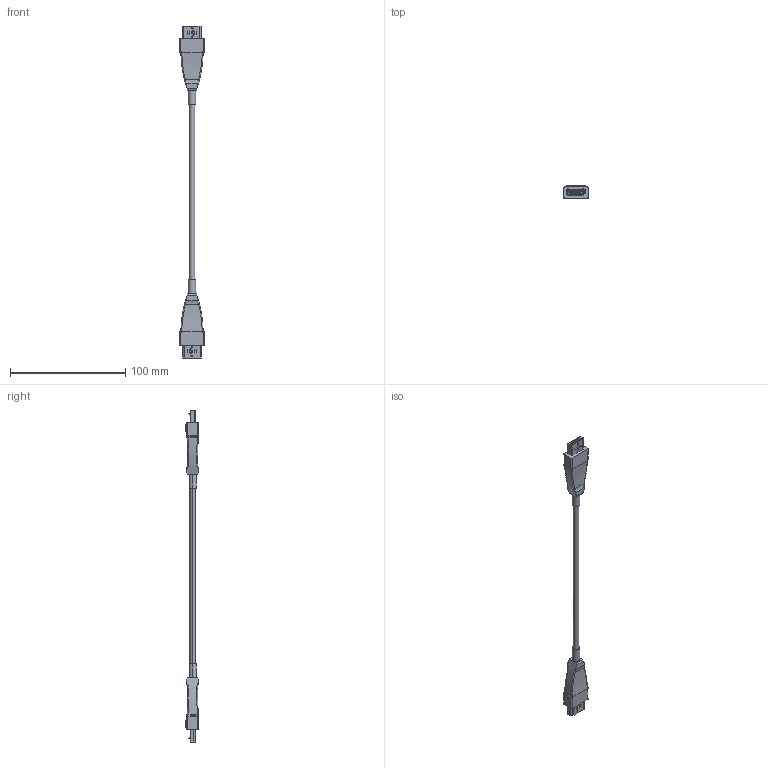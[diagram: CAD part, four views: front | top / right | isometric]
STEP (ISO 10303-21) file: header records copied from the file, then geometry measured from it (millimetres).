
FILE_DESCRIPTION (( 'STEP AP214' ), '1' );
FILE_NAME ('AOC-DPDP-14-040_3D.STEP', '2020-09-10T20:33:02', ( '' ), ( '' ), 'SwSTEP 2.0', 'SolidWorks 2018', '' );
FILE_SCHEMA (( 'AUTOMOTIVE_DESIGN' ));
Length unit declared in the file: inch
Products named in the file (5): AOC-DPDP-14-040_3D; DPDP-14-MA2; DPDP-14 MALE; 1AH04-006-MA1 LATCHES___; DPDP-14-MA1
Assembly tree (5 placements, depth 3):
  AOC-DPDP-14-040_3D
    DPDP-14-MA2
    DPDP-14 MALE  x2
      DPDP-14-MA1
      1AH04-006-MA1 LATCHES___
Bounding box: 21 x 11.22 x 288.4 mm (x, y, z)
Volume: 20797 mm3; surface area: 13115.7 mm2
Topology: 55 solids, 55 shells, 2078 faces, 5748 edges, 3796 vertices
Faces by surface type: plane 1510, cylinder 460, bspline 76, torus 20, sphere 12
Entity records: 40178 total; most frequent: CARTESIAN_POINT 7644, ORIENTED_EDGE 5754, DIRECTION 5298, EDGE_CURVE 2877, LINE 2290, VECTOR 2290, VERTEX_POINT 1900, AXIS2_PLACEMENT_3D 1504
